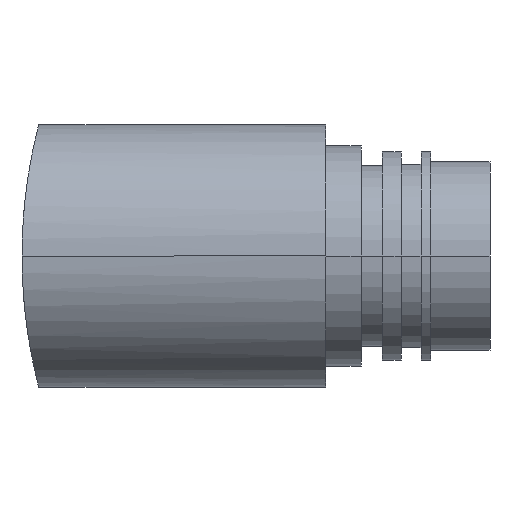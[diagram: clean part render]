
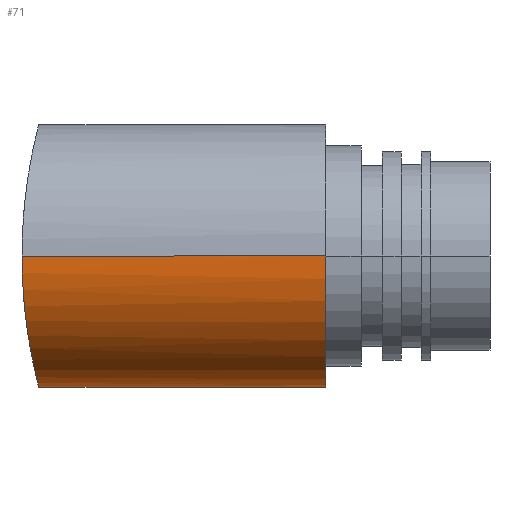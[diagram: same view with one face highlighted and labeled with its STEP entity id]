
A CAD part, left-side view. The second image highlights one B-rep face of the part: STEP entity #71.
In plain terms, the highlighted cylindrical face has radius 8 mm (diameter 16 mm), a partial arc.
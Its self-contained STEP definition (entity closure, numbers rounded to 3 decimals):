
#71=ADVANCED_FACE('',(#192),#193,.T.);
#192=FACE_OUTER_BOUND('',#430,.T.);
#193=CYLINDRICAL_SURFACE('',#431,8.0);
#430=EDGE_LOOP('',(#3765,#3766,#3767,#3768,#3769,#3770));
#431=AXIS2_PLACEMENT_3D('',#3771,#3772,#3773);
#3765=ORIENTED_EDGE('',*,*,#4541,.F.);
#3766=ORIENTED_EDGE('',*,*,#4542,.T.);
#3767=ORIENTED_EDGE('',*,*,#4543,.F.);
#3768=ORIENTED_EDGE('',*,*,#4544,.T.);
#3769=ORIENTED_EDGE('',*,*,#4545,.F.);
#3770=ORIENTED_EDGE('',*,*,#4546,.T.);
#3771=CARTESIAN_POINT('',(0.0,-20.925,0.0));
#3772=DIRECTION('',(0.0,-1.0,0.0));
#3773=DIRECTION('',(1.0,0.0,0.0));
#4541=EDGE_CURVE('',#4836,#4837,#4838,.T.);
#4542=EDGE_CURVE('',#4836,#4839,#4840,.T.);
#4543=EDGE_CURVE('',#4841,#4839,#4842,.T.);
#4544=EDGE_CURVE('',#4841,#4843,#4844,.T.);
#4545=EDGE_CURVE('',#4845,#4843,#4846,.T.);
#4546=EDGE_CURVE('',#4845,#4837,#4847,.T.);
#4836=VERTEX_POINT('',#5281);
#4837=VERTEX_POINT('',#5282);
#4838=LINE('',#5283,#5284);
#4839=VERTEX_POINT('',#5285);
#4840=CIRCLE('',#5286,8.0);
#4841=VERTEX_POINT('',#5287);
#4842=LINE('',#5288,#5289);
#4843=VERTEX_POINT('',#5290);
#4844=B_SPLINE_CURVE_WITH_KNOTS('',3,(#5291,#5292,#5293,#5294,#5295,#5296,#5297,#5298,#5299,#5300,#5301,#5302,#5303),.UNSPECIFIED.,.F.,.F.,(4,1,1,1,1,1,1,1,1,1,4),(0.0,0.1,0.2,0.3,0.4,0.5,0.6,0.7,0.8,0.9,1.0),.UNSPECIFIED.);
#4845=VERTEX_POINT('',#5304);
#4846=LINE('',#5305,#5306);
#4847=B_SPLINE_CURVE_WITH_KNOTS('',3,(#5307,#5308,#5309,#5310,#5311,#5312,#5313,#5314,#5315,#5316,#5317,#5318,#5319,#5320,#5321,#5322,#5323,#5324,#5325),.UNSPECIFIED.,.F.,.F.,(4,1,1,1,1,1,1,1,1,1,1,1,1,1,1,1,4),(0.0,0.063,0.125,0.188,0.25,0.313,0.375,0.438,0.5,0.563,0.625,0.688,0.75,0.813,0.875,0.938,1.0),.UNSPECIFIED.);
#5281=CARTESIAN_POINT('',(8.0,-9.5,0.0));
#5282=CARTESIAN_POINT('',(8.0,-9.0,0.0));
#5283=CARTESIAN_POINT('',(8.0,-0.25,0.));
#5284=VECTOR('',#7121,1.0);
#5285=CARTESIAN_POINT('',(-8.0,-9.5,0.));
#5286=AXIS2_PLACEMENT_3D('',#7122,#7123,#7124);
#5287=CARTESIAN_POINT('',(-8.0,9.0,0.0));
#5288=CARTESIAN_POINT('',(-8.0,-0.25,0.));
#5289=VECTOR('',#7125,1.0);
#5290=CARTESIAN_POINT('',(0.0,7.974,-8.0));
#5291=CARTESIAN_POINT('',(-8.0,9.0,0.0));
#5292=CARTESIAN_POINT('',(-8.0,9.0,-0.412));
#5293=CARTESIAN_POINT('',(-7.937,8.984,-1.241));
#5294=CARTESIAN_POINT('',(-7.641,8.911,-2.48));
#5295=CARTESIAN_POINT('',(-7.162,8.797,-3.636));
#5296=CARTESIAN_POINT('',(-6.513,8.655,-4.702));
#5297=CARTESIAN_POINT('',(-5.7,8.495,-5.66));
#5298=CARTESIAN_POINT('',(-4.741,8.333,-6.486));
#5299=CARTESIAN_POINT('',(-3.654,8.184,-7.155));
#5300=CARTESIAN_POINT('',(-2.476,8.066,-7.642));
#5301=CARTESIAN_POINT('',(-1.25,7.991,-7.935));
#5302=CARTESIAN_POINT('',(-0.416,7.974,-8.0));
#5303=CARTESIAN_POINT('',(0.0,7.974,-8.0));
#5304=CARTESIAN_POINT('',(0.0,-4.123,-8.0));
#5305=CARTESIAN_POINT('',(0.0,-4.123,-8.0));
#5306=VECTOR('',#7126,12.097);
#5307=CARTESIAN_POINT('',(0.0,-4.123,-8.0));
#5308=CARTESIAN_POINT('',(0.243,-4.123,-8.0));
#5309=CARTESIAN_POINT('',(0.721,-4.166,-7.978));
#5310=CARTESIAN_POINT('',(1.424,-4.346,-7.882));
#5311=CARTESIAN_POINT('',(2.085,-4.609,-7.733));
#5312=CARTESIAN_POINT('',(2.703,-4.922,-7.538));
#5313=CARTESIAN_POINT('',(3.286,-5.266,-7.303));
#5314=CARTESIAN_POINT('',(3.854,-5.639,-7.02));
#5315=CARTESIAN_POINT('',(4.415,-6.037,-6.682));
#5316=CARTESIAN_POINT('',(4.939,-6.431,-6.304));
#5317=CARTESIAN_POINT('',(5.442,-6.825,-5.877));
#5318=CARTESIAN_POINT('',(5.954,-7.24,-5.363));
#5319=CARTESIAN_POINT('',(6.505,-7.699,-4.689));
#5320=CARTESIAN_POINT('',(7.03,-8.149,-3.861));
#5321=CARTESIAN_POINT('',(7.456,-8.52,-2.956));
#5322=CARTESIAN_POINT('',(7.77,-8.796,-1.993));
#5323=CARTESIAN_POINT('',(7.961,-8.965,-0.983));
#5324=CARTESIAN_POINT('',(8.0,-9.0,-0.326));
#5325=CARTESIAN_POINT('',(8.0,-9.0,0.0));
#7121=DIRECTION('',(-0.0,1.0,-0.0));
#7122=CARTESIAN_POINT('',(0.0,-9.5,0.0));
#7123=DIRECTION('',(0.0,1.0,0.0));
#7124=DIRECTION('',(-1.0,0.0,0.0));
#7125=DIRECTION('',(0.0,-1.0,0.0));
#7126=DIRECTION('',(0.0,1.0,0.0));
